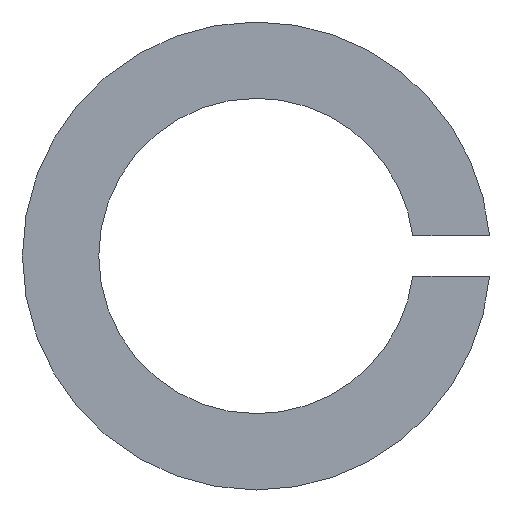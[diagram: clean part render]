
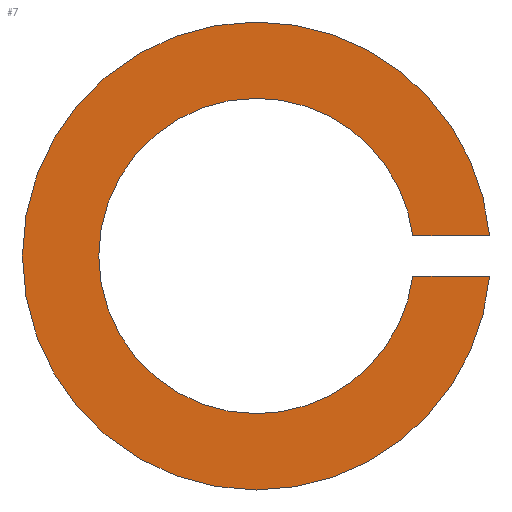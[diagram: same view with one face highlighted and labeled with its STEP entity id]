
A CAD part, front view. The second image highlights one B-rep face of the part: STEP entity #7.
In plain terms, the highlighted planar face has unit normal (0, -1, 0).
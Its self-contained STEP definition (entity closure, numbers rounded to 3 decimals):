
#5 = DIRECTION ( 'NONE',  ( -1., 0., 0. ) ) ;
#6 = CARTESIAN_POINT ( 'NONE',  ( 1., 0., -0.2 ) ) ;
#7 = ADVANCED_FACE ( 'NONE', ( #36 ), #183, .F. ) ;
#17 = CARTESIAN_POINT ( 'NONE',  ( 0., 0., 2.3 ) ) ;
#18 = DIRECTION ( 'NONE',  ( 0., 1., 0. ) ) ;
#21 = CARTESIAN_POINT ( 'NONE',  ( 0., 0., 0. ) ) ;
#36 = FACE_OUTER_BOUND ( 'NONE', #321, .T. ) ;
#38 = ORIENTED_EDGE ( 'NONE', *, *, #40, .T. ) ;
#40 = EDGE_CURVE ( 'NONE', #181, #164, #180, .T. ) ;
#46 = CIRCLE ( 'NONE', #273, 1.55 ) ;
#48 = DIRECTION ( 'NONE',  ( 0., 1., 0. ) ) ;
#50 = DIRECTION ( 'NONE',  ( 0., 0., 1. ) ) ;
#57 = CARTESIAN_POINT ( 'NONE',  ( 0., 0., -1.55 ) ) ;
#58 = DIRECTION ( 'NONE',  ( 0., 0., 1. ) ) ;
#62 = AXIS2_PLACEMENT_3D ( 'NONE', #324, #323, #50 ) ;
#69 = DIRECTION ( 'NONE',  ( 0., 1., 0. ) ) ;
#70 = CIRCLE ( 'NONE', #272, 2.3 ) ;
#83 = DIRECTION ( 'NONE',  ( 0., 0., 1. ) ) ;
#87 = CIRCLE ( 'NONE', #284, 2.3 ) ;
#91 = CARTESIAN_POINT ( 'NONE',  ( 0., 0., -2.3 ) ) ;
#92 = CIRCLE ( 'NONE', #283, 1.55 ) ;
#101 = DIRECTION ( 'NONE',  ( 0., 1., 0. ) ) ;
#106 = VECTOR ( 'NONE', #5, 1000. ) ;
#108 = DIRECTION ( 'NONE',  ( 0., 1., 0. ) ) ;
#109 = LINE ( 'NONE', #6, #106 ) ;
#112 = CIRCLE ( 'NONE', #301, 2.3 ) ;
#116 = CARTESIAN_POINT ( 'NONE',  ( 1.537, 0., 0.2 ) ) ;
#136 = VERTEX_POINT ( 'NONE', #17 ) ;
#138 = CARTESIAN_POINT ( 'NONE',  ( 0., 0., 0. ) ) ;
#142 = ORIENTED_EDGE ( 'NONE', *, *, #144, .T. ) ;
#144 = EDGE_CURVE ( 'NONE', #164, #206, #177, .T. ) ;
#146 = ORIENTED_EDGE ( 'NONE', *, *, #308, .F. ) ;
#149 = DIRECTION ( 'NONE',  ( 0., 0., 1. ) ) ;
#152 = ORIENTED_EDGE ( 'NONE', *, *, #312, .T. ) ;
#153 = VERTEX_POINT ( 'NONE', #299 ) ;
#162 = VERTEX_POINT ( 'NONE', #289 ) ;
#164 = VERTEX_POINT ( 'NONE', #116 ) ;
#169 = ORIENTED_EDGE ( 'NONE', *, *, #319, .T. ) ;
#177 = LINE ( 'NONE', #326, #182 ) ;
#178 = ORIENTED_EDGE ( 'NONE', *, *, #261, .F. ) ;
#180 = CIRCLE ( 'NONE', #192, 1.55 ) ;
#181 = VERTEX_POINT ( 'NONE', #262 ) ;
#182 = VECTOR ( 'NONE', #294, 1000. ) ;
#183 = PLANE ( 'NONE',  #62 ) ;
#187 = CARTESIAN_POINT ( 'NONE',  ( 0., 0., 0. ) ) ;
#192 = AXIS2_PLACEMENT_3D ( 'NONE', #208, #48, #149 ) ;
#199 = ORIENTED_EDGE ( 'NONE', *, *, #328, .F. ) ;
#205 = DIRECTION ( 'NONE',  ( 0., 0., 1. ) ) ;
#206 = VERTEX_POINT ( 'NONE', #226 ) ;
#208 = CARTESIAN_POINT ( 'NONE',  ( 0., 0., 0. ) ) ;
#210 = DIRECTION ( 'NONE',  ( 0., 1., 0. ) ) ;
#224 = CARTESIAN_POINT ( 'NONE',  ( 0., 0., 0. ) ) ;
#226 = CARTESIAN_POINT ( 'NONE',  ( 2.291, 0., 0.2 ) ) ;
#230 = VERTEX_POINT ( 'NONE', #57 ) ;
#236 = VERTEX_POINT ( 'NONE', #91 ) ;
#251 = ORIENTED_EDGE ( 'NONE', *, *, #292, .T. ) ;
#255 = DIRECTION ( 'NONE',  ( 0., 0., 1. ) ) ;
#261 = EDGE_CURVE ( 'NONE', #236, #136, #112, .T. ) ;
#262 = CARTESIAN_POINT ( 'NONE',  ( 0., 0., 1.55 ) ) ;
#263 = CARTESIAN_POINT ( 'NONE',  ( 0., 0., 0. ) ) ;
#272 = AXIS2_PLACEMENT_3D ( 'NONE', #263, #101, #302 ) ;
#273 = AXIS2_PLACEMENT_3D ( 'NONE', #21, #210, #58 ) ;
#283 = AXIS2_PLACEMENT_3D ( 'NONE', #187, #18, #205 ) ;
#284 = AXIS2_PLACEMENT_3D ( 'NONE', #224, #69, #255 ) ;
#289 = CARTESIAN_POINT ( 'NONE',  ( 2.291, 0., -0.2 ) ) ;
#292 = EDGE_CURVE ( 'NONE', #162, #153, #109, .T. ) ;
#294 = DIRECTION ( 'NONE',  ( 1., 0., 0. ) ) ;
#299 = CARTESIAN_POINT ( 'NONE',  ( 1.537, 0., -0.2 ) ) ;
#301 = AXIS2_PLACEMENT_3D ( 'NONE', #138, #108, #83 ) ;
#302 = DIRECTION ( 'NONE',  ( 0., 0., 1. ) ) ;
#308 = EDGE_CURVE ( 'NONE', #162, #236, #87, .T. ) ;
#312 = EDGE_CURVE ( 'NONE', #230, #181, #92, .T. ) ;
#319 = EDGE_CURVE ( 'NONE', #153, #230, #46, .T. ) ;
#321 = EDGE_LOOP ( 'NONE', ( #146, #251, #169, #152, #38, #142, #199, #178 ) ) ;
#323 = DIRECTION ( 'NONE',  ( 0., 1., 0. ) ) ;
#324 = CARTESIAN_POINT ( 'NONE',  ( 0., 0., 0. ) ) ;
#326 = CARTESIAN_POINT ( 'NONE',  ( 1., 0., 0.2 ) ) ;
#328 = EDGE_CURVE ( 'NONE', #136, #206, #70, .T. ) ;
